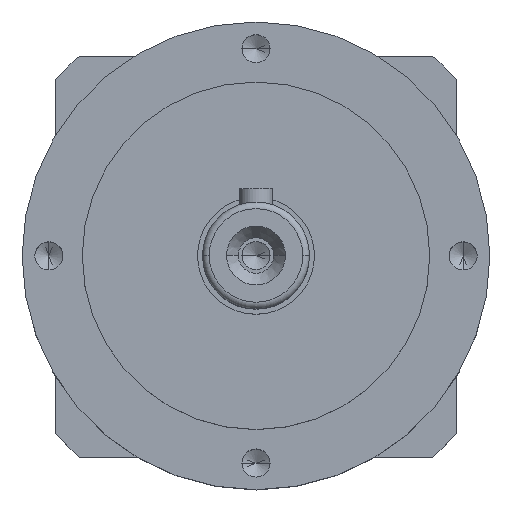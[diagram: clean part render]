
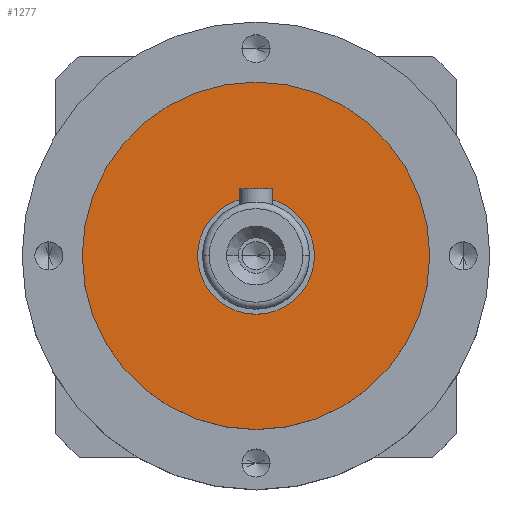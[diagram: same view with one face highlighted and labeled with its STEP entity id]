
A CAD part, top view. The second image highlights one B-rep face of the part: STEP entity #1277.
In plain terms, the highlighted planar face has unit normal (0, 0, 1).
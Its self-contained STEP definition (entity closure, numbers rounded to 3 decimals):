
#344 = DIRECTION ( 'NONE',  ( 0., 0., 1. ) ) ;
#629 = AXIS2_PLACEMENT_3D ( 'NONE', #4820, #1450, #5383 ) ;
#824 = CARTESIAN_POINT ( 'NONE',  ( -26., 0., 46. ) ) ;
#1062 = CIRCLE ( 'NONE', #6615, 8.75 ) ;
#1277 = ADVANCED_FACE ( 'NONE', ( #6167, #3327 ), #4327, .T. ) ;
#1337 = ORIENTED_EDGE ( 'NONE', *, *, #5927, .F. ) ;
#1450 = DIRECTION ( 'NONE',  ( 0., 0., 1. ) ) ;
#1503 = EDGE_CURVE ( 'NONE', #5515, #4231, #4761, .T. ) ;
#1578 = VERTEX_POINT ( 'NONE', #3724 ) ;
#2380 = DIRECTION ( 'NONE',  ( 0., 0., 1. ) ) ;
#2428 = ORIENTED_EDGE ( 'NONE', *, *, #5004, .F. ) ;
#2785 = CARTESIAN_POINT ( 'NONE',  ( 26., 0., 46. ) ) ;
#3005 = AXIS2_PLACEMENT_3D ( 'NONE', #6772, #344, #3189 ) ;
#3189 = DIRECTION ( 'NONE',  ( 1., 0., 0. ) ) ;
#3229 = DIRECTION ( 'NONE',  ( 0., 0., 1. ) ) ;
#3251 = AXIS2_PLACEMENT_3D ( 'NONE', #6763, #6682, #6021 ) ;
#3324 = EDGE_LOOP ( 'NONE', ( #2428, #1337 ) ) ;
#3327 = FACE_OUTER_BOUND ( 'NONE', #5518, .T. ) ;
#3363 = CARTESIAN_POINT ( 'NONE',  ( -8.75, 0., 46. ) ) ;
#3496 = CIRCLE ( 'NONE', #6819, 8.75 ) ;
#3724 = CARTESIAN_POINT ( 'NONE',  ( 8.75, 0., 46. ) ) ;
#4231 = VERTEX_POINT ( 'NONE', #824 ) ;
#4327 = PLANE ( 'NONE',  #3005 ) ;
#4572 = VERTEX_POINT ( 'NONE', #3363 ) ;
#4761 = CIRCLE ( 'NONE', #3251, 26. ) ;
#4820 = CARTESIAN_POINT ( 'NONE',  ( 0., 0., 46. ) ) ;
#5004 = EDGE_CURVE ( 'NONE', #4572, #1578, #3496, .T. ) ;
#5383 = DIRECTION ( 'NONE',  ( 1., 0., 0. ) ) ;
#5515 = VERTEX_POINT ( 'NONE', #2785 ) ;
#5518 = EDGE_LOOP ( 'NONE', ( #6566, #6397 ) ) ;
#5752 = CARTESIAN_POINT ( 'NONE',  ( 0., 0., 46. ) ) ;
#5927 = EDGE_CURVE ( 'NONE', #1578, #4572, #1062, .T. ) ;
#6021 = DIRECTION ( 'NONE',  ( 1., 0., 0. ) ) ;
#6167 = FACE_BOUND ( 'NONE', #3324, .T. ) ;
#6272 = EDGE_CURVE ( 'NONE', #4231, #5515, #6613, .T. ) ;
#6349 = DIRECTION ( 'NONE',  ( 1., 0., 0. ) ) ;
#6397 = ORIENTED_EDGE ( 'NONE', *, *, #1503, .T. ) ;
#6566 = ORIENTED_EDGE ( 'NONE', *, *, #6272, .T. ) ;
#6613 = CIRCLE ( 'NONE', #629, 26. ) ;
#6615 = AXIS2_PLACEMENT_3D ( 'NONE', #6645, #3229, #7263 ) ;
#6645 = CARTESIAN_POINT ( 'NONE',  ( 0., 0., 46. ) ) ;
#6682 = DIRECTION ( 'NONE',  ( 0., 0., 1. ) ) ;
#6763 = CARTESIAN_POINT ( 'NONE',  ( 0., 0., 46. ) ) ;
#6772 = CARTESIAN_POINT ( 'NONE',  ( 0., 0., 46. ) ) ;
#6819 = AXIS2_PLACEMENT_3D ( 'NONE', #5752, #2380, #6349 ) ;
#7263 = DIRECTION ( 'NONE',  ( 1., 0., 0. ) ) ;
